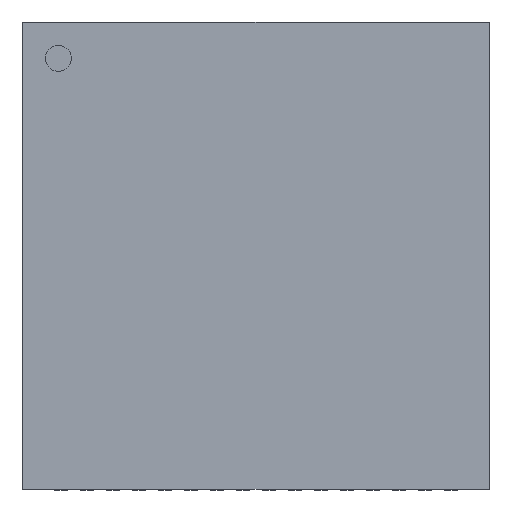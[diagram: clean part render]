
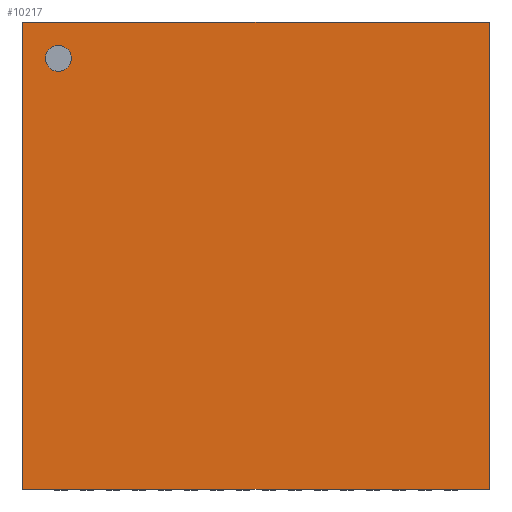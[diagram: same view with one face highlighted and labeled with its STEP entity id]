
A CAD part, top view. The second image highlights one B-rep face of the part: STEP entity #10217.
In plain terms, the highlighted planar face has unit normal (0, 0, 1).
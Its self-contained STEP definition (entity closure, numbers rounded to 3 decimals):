
#2361 = EDGE_CURVE('',#2362,#2364,#2366,.T.);
#2362 = VERTEX_POINT('',#2363);
#2363 = CARTESIAN_POINT('',(-4.49,-4.49,0.75));
#2364 = VERTEX_POINT('',#2365);
#2365 = CARTESIAN_POINT('',(4.49,-4.49,0.75));
#2366 = LINE('',#2367,#2368);
#2367 = CARTESIAN_POINT('',(-4.49,-4.49,0.75));
#2368 = VECTOR('',#2369,1.);
#2369 = DIRECTION('',(1.,0.,0.));
#2758 = EDGE_CURVE('',#2759,#2761,#2763,.T.);
#2759 = VERTEX_POINT('',#2760);
#2760 = CARTESIAN_POINT('',(-4.49,4.49,0.75));
#2761 = VERTEX_POINT('',#2762);
#2762 = CARTESIAN_POINT('',(4.49,4.49,0.75));
#2763 = LINE('',#2764,#2765);
#2764 = CARTESIAN_POINT('',(-4.49,4.49,0.75));
#2765 = VECTOR('',#2766,1.);
#2766 = DIRECTION('',(1.,0.,0.));
#3159 = EDGE_CURVE('',#2759,#2362,#3160,.T.);
#3160 = LINE('',#3161,#3162);
#3161 = CARTESIAN_POINT('',(-4.49,4.49,0.75));
#3162 = VECTOR('',#3163,1.);
#3163 = DIRECTION('',(0.,-1.,0.));
#6680 = EDGE_CURVE('',#2761,#2364,#6681,.T.);
#6681 = LINE('',#6682,#6683);
#6682 = CARTESIAN_POINT('',(4.49,4.49,0.75));
#6683 = VECTOR('',#6684,1.);
#6684 = DIRECTION('',(0.,-1.,0.));
#10217 = ADVANCED_FACE('',(#10218,#10224),#10235,.T.);
#10218 = FACE_BOUND('',#10219,.T.);
#10219 = EDGE_LOOP('',(#10220,#10221,#10222,#10223));
#10220 = ORIENTED_EDGE('',*,*,#2758,.F.);
#10221 = ORIENTED_EDGE('',*,*,#3159,.T.);
#10222 = ORIENTED_EDGE('',*,*,#2361,.T.);
#10223 = ORIENTED_EDGE('',*,*,#6680,.F.);
#10224 = FACE_BOUND('',#10225,.T.);
#10225 = EDGE_LOOP('',(#10226));
#10226 = ORIENTED_EDGE('',*,*,#10227,.T.);
#10227 = EDGE_CURVE('',#10228,#10228,#10230,.T.);
#10228 = VERTEX_POINT('',#10229);
#10229 = CARTESIAN_POINT('',(-3.8,3.55,0.75));
#10230 = CIRCLE('',#10231,0.25);
#10231 = AXIS2_PLACEMENT_3D('',#10232,#10233,#10234);
#10232 = CARTESIAN_POINT('',(-3.8,3.8,0.75));
#10233 = DIRECTION('',(0.,0.,-1.));
#10234 = DIRECTION('',(0.,-1.,0.));
#10235 = PLANE('',#10236);
#10236 = AXIS2_PLACEMENT_3D('',#10237,#10238,#10239);
#10237 = CARTESIAN_POINT('',(-4.49,4.49,0.75));
#10238 = DIRECTION('',(0.,0.,1.));
#10239 = DIRECTION('',(0.,-1.,0.));
